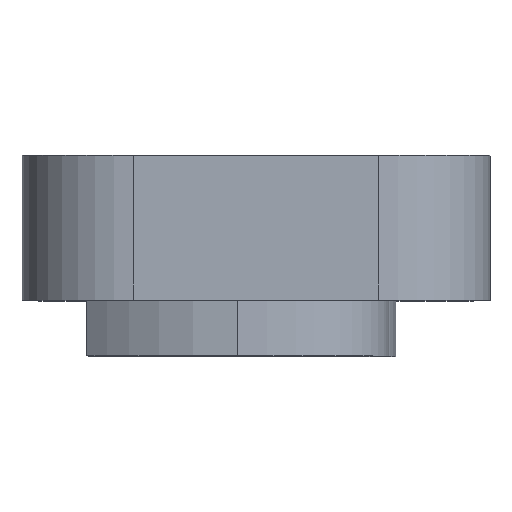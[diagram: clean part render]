
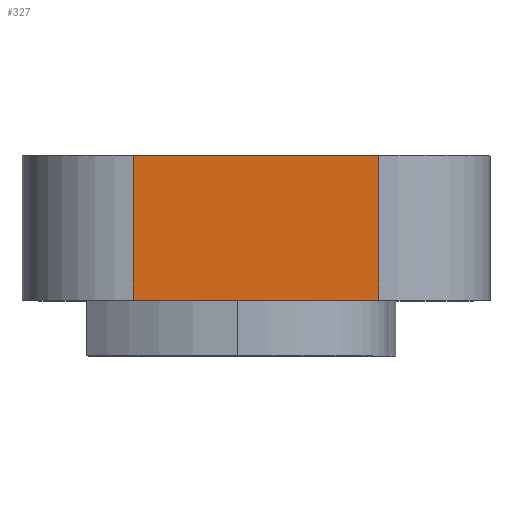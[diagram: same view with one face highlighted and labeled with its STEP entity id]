
A CAD part, top view. The second image highlights one B-rep face of the part: STEP entity #327.
In plain terms, the highlighted face is planar.
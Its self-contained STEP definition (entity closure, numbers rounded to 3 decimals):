
#23 = DIRECTION ( 'NONE',  ( 0., 0., 1. ) ) ;
#33 = ORIENTED_EDGE ( 'NONE', *, *, #715, .F. ) ;
#85 = CARTESIAN_POINT ( 'NONE',  ( 0., 10.3, 0. ) ) ;
#107 = LINE ( 'NONE', #309, #606 ) ;
#182 = LINE ( 'NONE', #85, #346 ) ;
#185 = ORIENTED_EDGE ( 'NONE', *, *, #415, .T. ) ;
#244 = DIRECTION ( 'NONE',  ( -1., 0., 0. ) ) ;
#266 = PLANE ( 'NONE',  #904 ) ;
#293 = DIRECTION ( 'NONE',  ( -1., 0., 0. ) ) ;
#306 = EDGE_LOOP ( 'NONE', ( #185, #701, #33, #575 ) ) ;
#309 = CARTESIAN_POINT ( 'NONE',  ( 2., 10.3, 2.6 ) ) ;
#327 = ADVANCED_FACE ( 'NONE', ( #1266 ), #266, .F. ) ;
#346 = VECTOR ( 'NONE', #293, 1000. ) ;
#415 = EDGE_CURVE ( 'NONE', #750, #616, #182, .T. ) ;
#519 = CARTESIAN_POINT ( 'NONE',  ( 6.4, 10.3, 2.6 ) ) ;
#546 = EDGE_CURVE ( 'NONE', #616, #968, #107, .T. ) ;
#567 = DIRECTION ( 'NONE',  ( 0., -1., 0. ) ) ;
#575 = ORIENTED_EDGE ( 'NONE', *, *, #1261, .T. ) ;
#606 = VECTOR ( 'NONE', #23, 1000. ) ;
#608 = VECTOR ( 'NONE', #244, 1000. ) ;
#616 = VERTEX_POINT ( 'NONE', #1138 ) ;
#655 = VERTEX_POINT ( 'NONE', #519 ) ;
#688 = CARTESIAN_POINT ( 'NONE',  ( 2., 10.3, 2.6 ) ) ;
#693 = LINE ( 'NONE', #1227, #876 ) ;
#701 = ORIENTED_EDGE ( 'NONE', *, *, #546, .T. ) ;
#715 = EDGE_CURVE ( 'NONE', #655, #968, #828, .T. ) ;
#730 = CARTESIAN_POINT ( 'NONE',  ( 0., 10.3, 2.6 ) ) ;
#750 = VERTEX_POINT ( 'NONE', #1151 ) ;
#828 = LINE ( 'NONE', #1145, #608 ) ;
#876 = VECTOR ( 'NONE', #1012, 1000. ) ;
#904 = AXIS2_PLACEMENT_3D ( 'NONE', #730, #567, #1253 ) ;
#968 = VERTEX_POINT ( 'NONE', #688 ) ;
#1012 = DIRECTION ( 'NONE',  ( 0., 0., -1. ) ) ;
#1138 = CARTESIAN_POINT ( 'NONE',  ( 2., 10.3, 0. ) ) ;
#1145 = CARTESIAN_POINT ( 'NONE',  ( 0., 10.3, 2.6 ) ) ;
#1151 = CARTESIAN_POINT ( 'NONE',  ( 6.4, 10.3, 0. ) ) ;
#1227 = CARTESIAN_POINT ( 'NONE',  ( 6.4, 10.3, 2.6 ) ) ;
#1253 = DIRECTION ( 'NONE',  ( 0., 0., -1. ) ) ;
#1261 = EDGE_CURVE ( 'NONE', #655, #750, #693, .T. ) ;
#1266 = FACE_OUTER_BOUND ( 'NONE', #306, .T. ) ;
